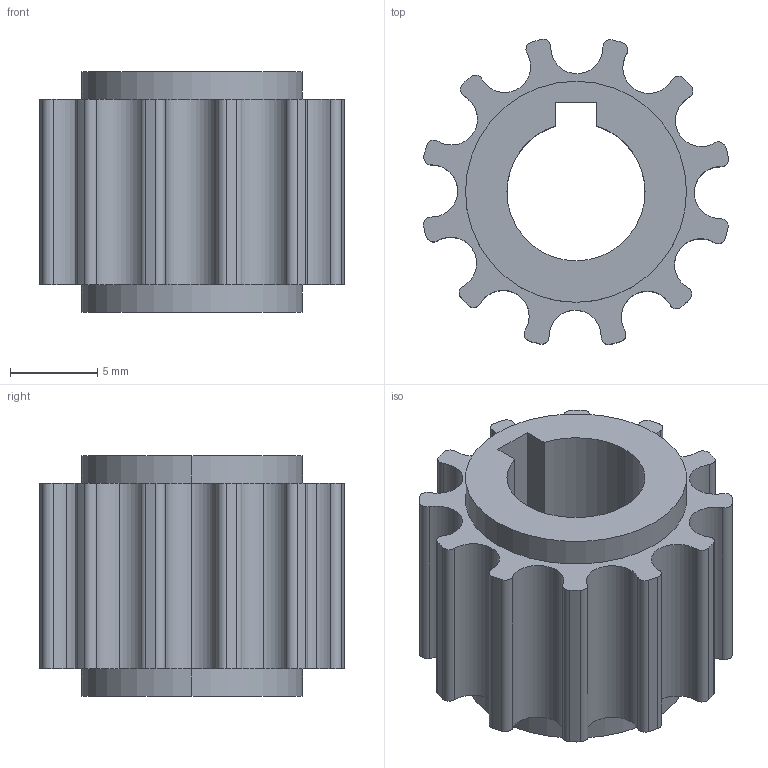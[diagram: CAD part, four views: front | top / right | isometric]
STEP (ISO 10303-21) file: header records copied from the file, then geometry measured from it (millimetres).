
FILE_DESCRIPTION (( 'STEP AP214' ), '1' );
FILE_NAME ('am-3350 12T 5mm htd 5-16 bore pulley.STEP', '2017-12-04T16:26:07', ( '' ), ( '' ), 'SwSTEP 2.0', 'SolidWorks 2017', '' );
FILE_SCHEMA (( 'AUTOMOTIVE_DESIGN' ));
Length unit declared in the file: inch
Products named in the file (2): am-3350 12T 5mm htd 5-16 bore pulley
Bounding box: 17.54 x 17.54 x 13.84 mm (x, y, z)
Volume: 1663 mm3; surface area: 1665.2 mm2
Topology: 1 solids, 1 shells, 79 faces, 225 edges, 150 vertices
Faces by surface type: cylinder 72, plane 7
Entity records: 2722 total; most frequent: DIRECTION 531, CARTESIAN_POINT 456, ORIENTED_EDGE 450, AXIS2_PLACEMENT_3D 225, EDGE_CURVE 225, VERTEX_POINT 150, CIRCLE 144, EDGE_LOOP 83
